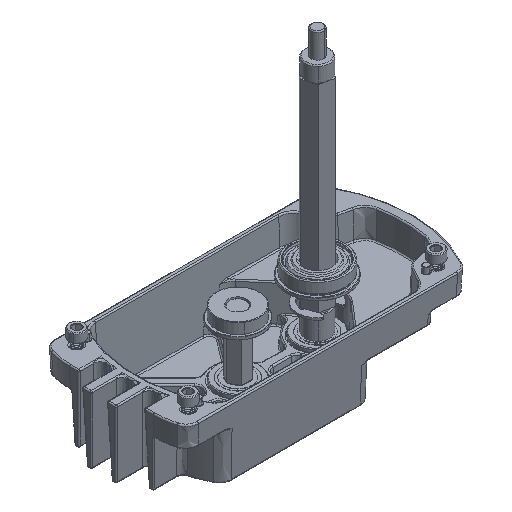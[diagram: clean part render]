
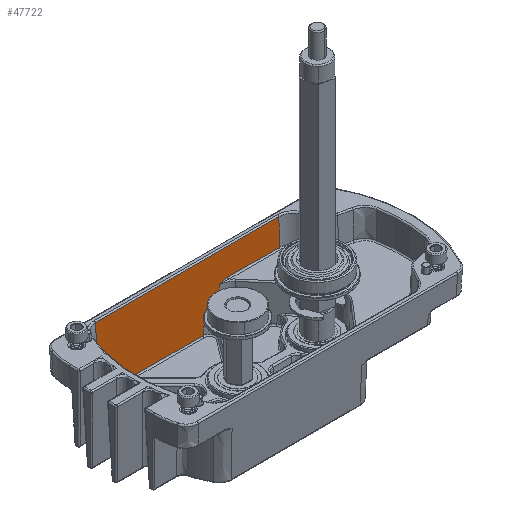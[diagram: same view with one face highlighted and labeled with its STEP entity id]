
A CAD part, isometric view. The second image highlights one B-rep face of the part: STEP entity #47722.
In plain terms, the highlighted face is planar.
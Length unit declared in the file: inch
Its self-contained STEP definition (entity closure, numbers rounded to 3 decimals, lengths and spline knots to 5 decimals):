
#773 = CARTESIAN_POINT ( 'NONE',  ( 1.33672, 1.51443, -0.38036 ) ) ;
#977 = CARTESIAN_POINT ( 'NONE',  ( 1.34916, -0.82631, -0.02413 ) ) ;
#1040 = ORIENTED_EDGE ( 'NONE', *, *, #68461, .T. ) ;
#1126 = CARTESIAN_POINT ( 'NONE',  ( 1.31787, 1.50213, -0.92007 ) ) ;
#1899 = EDGE_CURVE ( 'NONE', #64636, #71262, #62295, .T. ) ;
#4408 = ORIENTED_EDGE ( 'NONE', *, *, #1899, .T. ) ;
#4998 = AXIS2_PLACEMENT_3D ( 'NONE', #15106, #37102, #59120 ) ;
#5332 = VECTOR ( 'NONE', #31497, 39.37008 ) ;
#5518 = CARTESIAN_POINT ( 'NONE',  ( 1.30987, -0.61772, -1.14913 ) ) ;
#6725 = ORIENTED_EDGE ( 'NONE', *, *, #7577, .T. ) ;
#7444 = DIRECTION ( 'NONE',  ( 0.035, -0.07, 0.997 ) ) ;
#7577 = EDGE_CURVE ( 'NONE', #39402, #22821, #32088, .T. ) ;
#7661 = DIRECTION ( 'NONE',  ( 0.035, -0.016, 0.999 ) ) ;
#8514 = B_SPLINE_CURVE_WITH_KNOTS ( 'NONE', 3,
 ( #25619, #47642, #69630, #20238, #15519, #37515, #42215, #36806 ),
 .UNSPECIFIED., .F., .F.,
 ( 4, 2, 2, 4 ),
 ( 0., 0.00078, 0.00156, 0.00311 ),
 .UNSPECIFIED. ) ;
#8928 = EDGE_CURVE ( 'NONE', #65285, #47144, #36875, .T. ) ;
#9231 = CARTESIAN_POINT ( 'NONE',  ( 1.31156, -0.94758, -1.10087 ) ) ;
#9444 = CARTESIAN_POINT ( 'NONE',  ( 1.30498, 0.87817, -1.28924 ) ) ;
#9812 = VECTOR ( 'NONE', #7661, 39.37008 ) ;
#10253 = CARTESIAN_POINT ( 'NONE',  ( 1.33094, -1.11112, -0.54587 ) ) ;
#10598 = ORIENTED_EDGE ( 'NONE', *, *, #32876, .T. ) ;
#11016 = CARTESIAN_POINT ( 'NONE',  ( 1.31156, 1.49799, -1.10087 ) ) ;
#12369 = DIRECTION ( 'NONE',  ( 0.035, -0.02, 0.999 ) ) ;
#12693 = CARTESIAN_POINT ( 'NONE',  ( 1.31156, 1.49799, -1.10087 ) ) ;
#14302 = VECTOR ( 'NONE', #7444, 39.37008 ) ;
#15106 = CARTESIAN_POINT ( 'NONE',  ( 1.35, -0.82631, 0. ) ) ;
#15519 = CARTESIAN_POINT ( 'NONE',  ( 1.31116, 0.9509, -1.11213 ) ) ;
#17621 = ORIENTED_EDGE ( 'NONE', *, *, #32807, .T. ) ;
#19619 = CARTESIAN_POINT ( 'NONE',  ( 1.31156, -0.82631, -1.10087 ) ) ;
#19880 = CARTESIAN_POINT ( 'NONE',  ( 1.30987, -0.61772, -1.14913 ) ) ;
#19982 = ORIENTED_EDGE ( 'NONE', *, *, #35893, .T. ) ;
#20206 = VECTOR ( 'NONE', #70903, 39.37008 ) ;
#20238 = CARTESIAN_POINT ( 'NONE',  ( 1.3113, 0.96042, -1.10819 ) ) ;
#20716 = CARTESIAN_POINT ( 'NONE',  ( 1.30492, 0.87803, -1.29087 ) ) ;
#21118 = CARTESIAN_POINT ( 'NONE',  ( 1.33088, -1.09644, -0.54766 ) ) ;
#21499 = LINE ( 'NONE', #43121, #20206 ) ;
#22160 = VERTEX_POINT ( 'NONE', #33565 ) ;
#22454 = CARTESIAN_POINT ( 'NONE',  ( 1.34294, 1.51847, -0.20224 ) ) ;
#22493 = CARTESIAN_POINT ( 'NONE',  ( 1.3113, -0.68796, -1.10819 ) ) ;
#22821 = VERTEX_POINT ( 'NONE', #31822 ) ;
#23288 = CARTESIAN_POINT ( 'NONE',  ( 1.33094, -2.16742, -0.54587 ) ) ;
#23893 = VERTEX_POINT ( 'NONE', #50295 ) ;
#25195 = LINE ( 'NONE', #25548, #66685 ) ;
#25548 = CARTESIAN_POINT ( 'NONE',  ( 1.31156, -0.82631, -1.10087 ) ) ;
#25619 = CARTESIAN_POINT ( 'NONE',  ( 1.31156, 1.00058, -1.10087 ) ) ;
#26143 = CARTESIAN_POINT ( 'NONE',  ( 1.33006, -1.01055, -0.57089 ) ) ;
#26869 = CARTESIAN_POINT ( 'NONE',  ( 1.33094, -1.12611, -0.54587 ) ) ;
#27361 = CARTESIAN_POINT ( 'NONE',  ( 1.32925, -0.95571, -0.59413 ) ) ;
#27549 = CARTESIAN_POINT ( 'NONE',  ( 1.31028, -0.63441, -1.13738 ) ) ;
#28257 = LINE ( 'NONE', #50976, #9812 ) ;
#28477 = CARTESIAN_POINT ( 'NONE',  ( 1.30492, -0.60779, -1.29087 ) ) ;
#28610 = LINE ( 'NONE', #39425, #29416 ) ;
#29416 = VECTOR ( 'NONE', #12369, 39.37008 ) ;
#29509 = B_SPLINE_CURVE_WITH_KNOTS ( 'NONE', 3,
 ( #5518, #27549, #55324, #49907, #22493, #39784, #50260, #40135 ),
 .UNSPECIFIED., .F., .F.,
 ( 4, 2, 2, 4 ),
 ( -0.00001, 0.00155, 0.00232, 0.0031 ),
 .UNSPECIFIED. ) ;
#30545 = ORIENTED_EDGE ( 'NONE', *, *, #37028, .T. ) ;
#31466 = DIRECTION ( 'NONE',  ( -0.035, -0.085, -0.996 ) ) ;
#31497 = DIRECTION ( 'NONE',  ( 0., -1., 0. ) ) ;
#31822 = CARTESIAN_POINT ( 'NONE',  ( 1.33094, -1.12611, -0.54587 ) ) ;
#32088 = B_SPLINE_CURVE_WITH_KNOTS ( 'NONE', 3,
 ( #49575, #32980, #26143, #66153, #65087, #21118, #10253, #26869 ),
 .UNSPECIFIED., .F., .F.,
 ( 4, 2, 2, 4 ),
 ( -0.00002, 0.00225, 0.00339, 0.00452 ),
 .UNSPECIFIED. ) ;
#32332 = CARTESIAN_POINT ( 'NONE',  ( 1.34916, -2.17803, -0.02413 ) ) ;
#32807 = EDGE_CURVE ( 'NONE', #55468, #55284, #28610, .T. ) ;
#32876 = EDGE_CURVE ( 'NONE', #51847, #39402, #28257, .T. ) ;
#32980 = CARTESIAN_POINT ( 'NONE',  ( 1.32966, -0.9831, -0.58246 ) ) ;
#33112 = DIRECTION ( 'NONE',  ( 0., 1., 0. ) ) ;
#33565 = CARTESIAN_POINT ( 'NONE',  ( 1.31156, -0.72809, -1.10087 ) ) ;
#33895 = ORIENTED_EDGE ( 'NONE', *, *, #35178, .T. ) ;
#34347 = ORIENTED_EDGE ( 'NONE', *, *, #8928, .T. ) ;
#35178 = EDGE_CURVE ( 'NONE', #48108, #48093, #53518, .T. ) ;
#35893 = EDGE_CURVE ( 'NONE', #47144, #64636, #21499, .T. ) ;
#36806 = CARTESIAN_POINT ( 'NONE',  ( 1.30987, 0.89011, -1.14913 ) ) ;
#36875 = LINE ( 'NONE', #9444, #55705 ) ;
#37028 = EDGE_CURVE ( 'NONE', #23893, #48108, #52195, .T. ) ;
#37102 = DIRECTION ( 'NONE',  ( -0.999, 0., 0.035 ) ) ;
#37431 = EDGE_CURVE ( 'NONE', #22160, #51847, #25195, .T. ) ;
#37515 = CARTESIAN_POINT ( 'NONE',  ( 1.31069, 0.92364, -1.12575 ) ) ;
#39402 = VERTEX_POINT ( 'NONE', #27361 ) ;
#39425 = CARTESIAN_POINT ( 'NONE',  ( 1.35012, -2.17859, 0.00354 ) ) ;
#39494 = LINE ( 'NONE', #43838, #45993 ) ;
#39784 = CARTESIAN_POINT ( 'NONE',  ( 1.3115, -0.70768, -1.10256 ) ) ;
#40135 = CARTESIAN_POINT ( 'NONE',  ( 1.31156, -0.72809, -1.10087 ) ) ;
#41468 = VECTOR ( 'NONE', #33112, 39.37008 ) ;
#42215 = CARTESIAN_POINT ( 'NONE',  ( 1.31028, 0.90681, -1.13739 ) ) ;
#43121 = CARTESIAN_POINT ( 'NONE',  ( 1.30492, -0.6061, -1.29087 ) ) ;
#43838 = CARTESIAN_POINT ( 'NONE',  ( 1.33094, -0.82631, -0.54587 ) ) ;
#44015 = ORIENTED_EDGE ( 'NONE', *, *, #37431, .T. ) ;
#44192 = DIRECTION ( 'NONE',  ( 0., -1., 0. ) ) ;
#45993 = VECTOR ( 'NONE', #71263, 39.37008 ) ;
#47144 = VERTEX_POINT ( 'NONE', #20716 ) ;
#47567 = ORIENTED_EDGE ( 'NONE', *, *, #67196, .T. ) ;
#47642 = CARTESIAN_POINT ( 'NONE',  ( 1.31156, 0.99023, -1.10087 ) ) ;
#47722 = ADVANCED_FACE ( 'NONE', ( #53017 ), #68859, .T. ) ;
#48093 = VERTEX_POINT ( 'NONE', #65136 ) ;
#48108 = VERTEX_POINT ( 'NONE', #11016 ) ;
#49575 = CARTESIAN_POINT ( 'NONE',  ( 1.32925, -0.95571, -0.59413 ) ) ;
#49907 = CARTESIAN_POINT ( 'NONE',  ( 1.31116, -0.67845, -1.11212 ) ) ;
#50260 = CARTESIAN_POINT ( 'NONE',  ( 1.31156, -0.71774, -1.10087 ) ) ;
#50295 = CARTESIAN_POINT ( 'NONE',  ( 1.34916, 1.5225, -0.02413 ) ) ;
#50976 = CARTESIAN_POINT ( 'NONE',  ( 1.33017, -0.95614, -0.56779 ) ) ;
#51133 = EDGE_CURVE ( 'NONE', #22821, #55468, #39494, .T. ) ;
#51847 = VERTEX_POINT ( 'NONE', #9231 ) ;
#52195 = B_SPLINE_CURVE_WITH_KNOTS ( 'NONE', 3,
 ( #67513, #22454, #773, #67157, #56003, #1126, #12693 ),
 .UNSPECIFIED., .F., .F.,
 ( 4, 3, 4 ),
 ( 0.00061, 0.0142, 0.02799 ),
 .UNSPECIFIED. ) ;
#53017 = FACE_OUTER_BOUND ( 'NONE', #56177, .T. ) ;
#53518 = LINE ( 'NONE', #19619, #5332 ) ;
#55284 = VERTEX_POINT ( 'NONE', #32332 ) ;
#55324 = CARTESIAN_POINT ( 'NONE',  ( 1.31069, -0.65121, -1.12574 ) ) ;
#55468 = VERTEX_POINT ( 'NONE', #23288 ) ;
#55705 = VECTOR ( 'NONE', #31466, 39.37008 ) ;
#56003 = CARTESIAN_POINT ( 'NONE',  ( 1.32418, 1.50626, -0.73927 ) ) ;
#56177 = EDGE_LOOP ( 'NONE', ( #4408, #47567, #44015, #10598, #6725, #70788, #17621, #1040, #30545, #33895, #66794, #34347, #19982 ) ) ;
#56902 = CARTESIAN_POINT ( 'NONE',  ( 1.35031, -0.69881, 0.00892 ) ) ;
#59120 = DIRECTION ( 'NONE',  ( 0.035, 0., 0.999 ) ) ;
#59636 = CARTESIAN_POINT ( 'NONE',  ( 1.30987, 0.89011, -1.14913 ) ) ;
#62295 = LINE ( 'NONE', #56902, #14302 ) ;
#64636 = VERTEX_POINT ( 'NONE', #28477 ) ;
#65087 = CARTESIAN_POINT ( 'NONE',  ( 1.33068, -1.06742, -0.55332 ) ) ;
#65136 = CARTESIAN_POINT ( 'NONE',  ( 1.31156, 1.00058, -1.10087 ) ) ;
#65285 = VERTEX_POINT ( 'NONE', #59636 ) ;
#66153 = CARTESIAN_POINT ( 'NONE',  ( 1.33054, -1.05305, -0.55724 ) ) ;
#66685 = VECTOR ( 'NONE', #44192, 39.37008 ) ;
#66794 = ORIENTED_EDGE ( 'NONE', *, *, #71312, .T. ) ;
#67008 = LINE ( 'NONE', #977, #41468 ) ;
#67157 = CARTESIAN_POINT ( 'NONE',  ( 1.3305, 1.51037, -0.55847 ) ) ;
#67196 = EDGE_CURVE ( 'NONE', #71262, #22160, #29509, .T. ) ;
#67513 = CARTESIAN_POINT ( 'NONE',  ( 1.34916, 1.5225, -0.02413 ) ) ;
#68461 = EDGE_CURVE ( 'NONE', #55284, #23893, #67008, .T. ) ;
#68859 = PLANE ( 'NONE',  #4998 ) ;
#69630 = CARTESIAN_POINT ( 'NONE',  ( 1.3115, 0.98016, -1.10256 ) ) ;
#70788 = ORIENTED_EDGE ( 'NONE', *, *, #51133, .T. ) ;
#70903 = DIRECTION ( 'NONE',  ( 0., -1., 0. ) ) ;
#71262 = VERTEX_POINT ( 'NONE', #19880 ) ;
#71263 = DIRECTION ( 'NONE',  ( 0., -1., 0. ) ) ;
#71312 = EDGE_CURVE ( 'NONE', #48093, #65285, #8514, .T. ) ;
